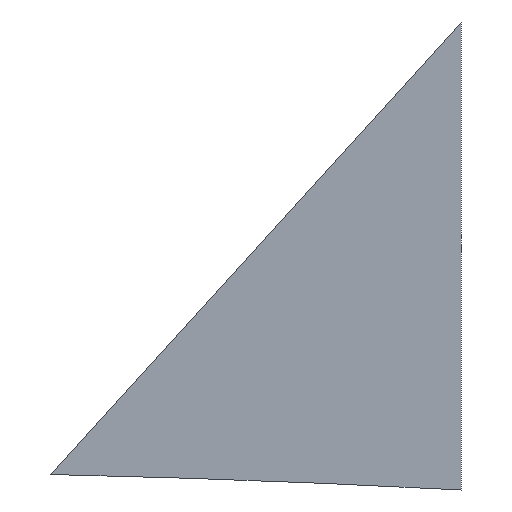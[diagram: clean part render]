
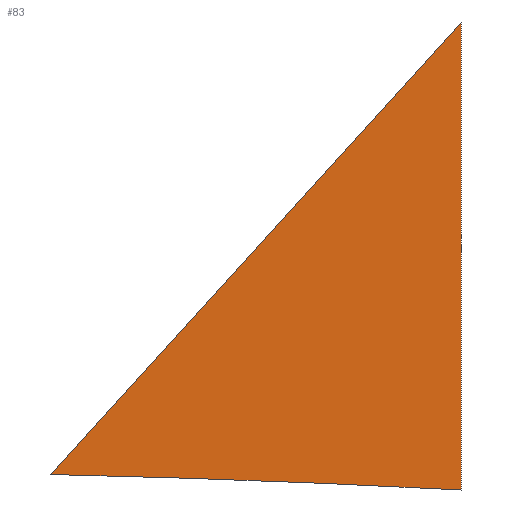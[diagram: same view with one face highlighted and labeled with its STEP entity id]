
A CAD part, front view. The second image highlights one B-rep face of the part: STEP entity #83.
In plain terms, the highlighted planar face has unit normal (0, -1, 0).
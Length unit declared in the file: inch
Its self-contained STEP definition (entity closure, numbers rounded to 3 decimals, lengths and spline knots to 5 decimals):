
#15=CIRCLE('',#101,1170.125);
#22=FACE_OUTER_BOUND('',#27,.T.);
#27=EDGE_LOOP('',(#72,#73,#74));
#28=LINE('',#132,#35);
#32=LINE('',#140,#39);
#35=VECTOR('',#109,0.3937);
#39=VECTOR('',#115,0.3937);
#42=VERTEX_POINT('',#130);
#43=VERTEX_POINT('',#131);
#46=VERTEX_POINT('',#139);
#48=EDGE_CURVE('',#42,#43,#28,.T.);
#52=EDGE_CURVE('',#46,#43,#32,.T.);
#55=EDGE_CURVE('',#46,#42,#15,.T.);
#72=ORIENTED_EDGE('',*,*,#55,.T.);
#73=ORIENTED_EDGE('',*,*,#48,.T.);
#74=ORIENTED_EDGE('',*,*,#52,.F.);
#78=PLANE('',#104);
#83=ADVANCED_FACE('',(#22),#78,.F.);
#101=AXIS2_PLACEMENT_3D('',#145,#120,#121);
#104=AXIS2_PLACEMENT_3D('',#148,#126,#127);
#109=DIRECTION('',(0.,0.,1.));
#115=DIRECTION('',(0.672,0.,0.74));
#120=DIRECTION('center_axis',(0.,1.,0.));
#121=DIRECTION('ref_axis',(-0.092,0.,0.996));
#126=DIRECTION('center_axis',(0.,1.,0.));
#127=DIRECTION('ref_axis',(1.,0.,0.));
#130=CARTESIAN_POINT('',(132.875,0.,-83.82429));
#131=CARTESIAN_POINT('',(132.875,0.,-42.11971));
#132=CARTESIAN_POINT('',(132.875,0.,-83.82429));
#139=CARTESIAN_POINT('',(96.27677,0.,-82.44138));
#140=CARTESIAN_POINT('',(96.27677,0.,-82.44138));
#145=CARTESIAN_POINT('Origin',(70.39831,0.,-1252.28018));
#148=CARTESIAN_POINT('Origin',(114.57588,0.,-62.972));
